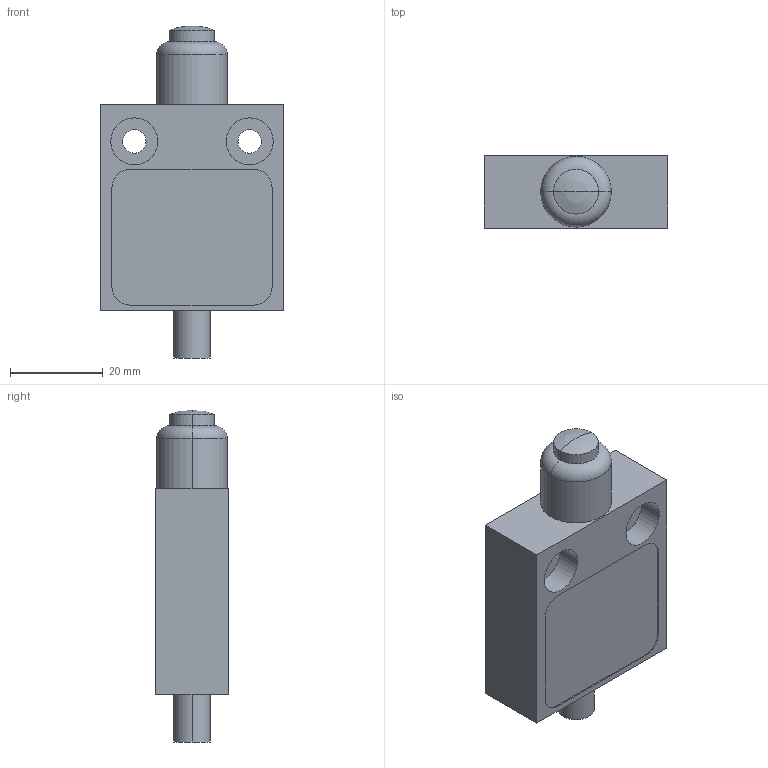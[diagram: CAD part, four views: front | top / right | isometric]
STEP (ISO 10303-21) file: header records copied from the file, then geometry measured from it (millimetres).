
FILE_DESCRIPTION(('STEP AP242'),'1');
FILE_NAME('9007ml10s0100.stp','2021-09-28T13:19:36',('TraceParts'),('TraceParts S.A.'),'Spatial InterOp 3D',' ',' ');
FILE_SCHEMA(('AP242_MANAGED_MODEL_BASED_3D_ENGINEERING_MIM_LF {1 0 10303 442 1 1 4}'));
Length unit declared in the file: millimetre
Products named in the file (1): 9007ml10s0100
Bounding box: 39.62 x 15.75 x 71.63 mm (x, y, z)
Volume: 29315.8 mm3; surface area: 7712.6 mm2
Topology: 1 solids, 1 shells, 36 faces, 84 edges, 53 vertices
Faces by surface type: cylinder 18, plane 14, sphere 2, torus 2
Entity records: 1346 total; most frequent: DIRECTION 196, CARTESIAN_POINT 172, ORIENTED_EDGE 164, EDGE_CURVE 82, AXIS2_PLACEMENT_3D 77, VERTEX_POINT 53, EDGE_LOOP 45, LINE 42
